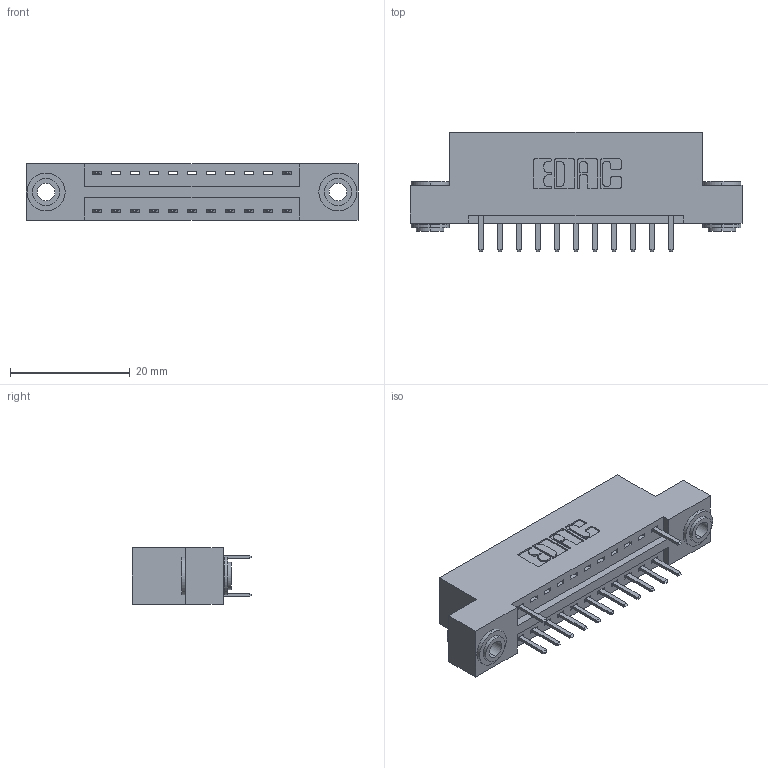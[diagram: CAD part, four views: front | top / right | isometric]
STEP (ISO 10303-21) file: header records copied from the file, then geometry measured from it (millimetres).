
FILE_DESCRIPTION (( 'STEP AP203' ), '1' );
FILE_NAME ('346-022-520-203.STEP', '2018-08-20T23:41:39', ( '' ), ( '' ), 'SwSTEP 2.0', 'SolidWorks 2016', '' );
FILE_SCHEMA (( 'CONFIG_CONTROL_DESIGN' ));
Length unit declared in the file: inch
Products named in the file (4): 346 Part_Flush Mounting Lugs - 0.156 Dia-TH; 345-292-001_345-293-120; 345-250-002_345-250-002-102; 346-022-520-203
Assembly tree (16 placements, depth 2):
  346-022-520-203
    346 Part_Flush Mounting Lugs - 0.156 Dia-TH
    345-292-001_345-293-120  x13
    345-250-002_345-250-002-102  x2
Bounding box: 55.5 x 20.02 x 9.4 mm (x, y, z)
Volume: 5103.8 mm3; surface area: 6261.9 mm2
Topology: 16 solids, 16 shells, 942 faces, 2713 edges, 1770 vertices
Faces by surface type: plane 612, cylinder 322, cone 8
Entity records: 11828 total; most frequent: CARTESIAN_POINT 2018, ORIENTED_EDGE 1942, DIRECTION 1839, EDGE_CURVE 971, LINE 767, VECTOR 767, VERTEX_POINT 642, AXIS2_PLACEMENT_3D 536
